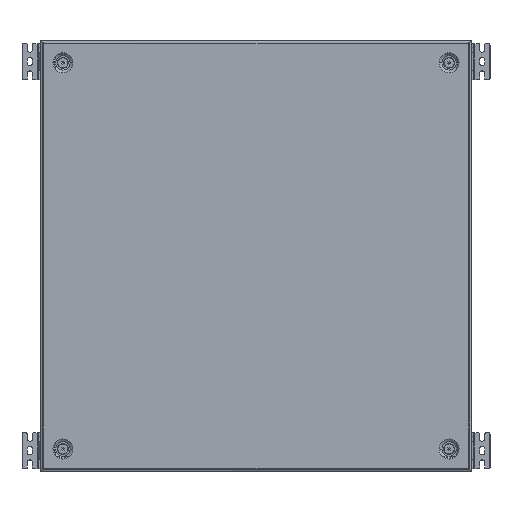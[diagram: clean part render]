
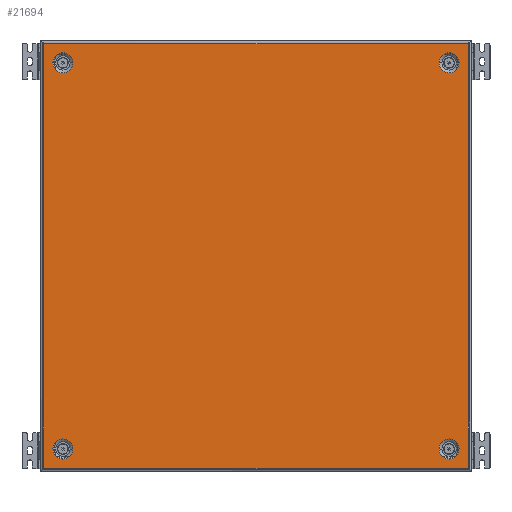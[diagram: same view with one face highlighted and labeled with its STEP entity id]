
A CAD part, top view. The second image highlights one B-rep face of the part: STEP entity #21694.
In plain terms, the highlighted planar face has unit normal (0, 0, 1).
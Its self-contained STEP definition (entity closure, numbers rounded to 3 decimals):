
#226 = CIRCLE ( 'NONE', #16375, 14. ) ;
#740 = EDGE_CURVE ( 'NONE', #13973, #5821, #226, .T. ) ;
#891 = AXIS2_PLACEMENT_3D ( 'NONE', #19250, #9283, #22311 ) ;
#909 = DIRECTION ( 'NONE',  ( 0., 0., 1. ) ) ;
#1065 = VERTEX_POINT ( 'NONE', #22135 ) ;
#1291 = VECTOR ( 'NONE', #16584, 1000. ) ;
#1708 = CARTESIAN_POINT ( 'NONE',  ( -269., -269., 0. ) ) ;
#1794 = AXIS2_PLACEMENT_3D ( 'NONE', #28648, #1973, #28501 ) ;
#1817 = LINE ( 'NONE', #16720, #22572 ) ;
#1909 = DIRECTION ( 'NONE',  ( 0., 0., 1. ) ) ;
#1910 = VECTOR ( 'NONE', #26906, 1000. ) ;
#1973 = DIRECTION ( 'NONE',  ( 0., 0., 1. ) ) ;
#2019 = DIRECTION ( 'NONE',  ( 0., 0., 1. ) ) ;
#2298 = DIRECTION ( 'NONE',  ( 1., 0., 0. ) ) ;
#2635 = EDGE_CURVE ( 'NONE', #10635, #23386, #25039, .T. ) ;
#2750 = VECTOR ( 'NONE', #23500, 1000. ) ;
#2999 = DIRECTION ( 'NONE',  ( -1., 0., 0. ) ) ;
#3170 = CIRCLE ( 'NONE', #19355, 14. ) ;
#3564 = CARTESIAN_POINT ( 'NONE',  ( 255., -269., 0. ) ) ;
#3737 = DIRECTION ( 'NONE',  ( -1., 0., 0. ) ) ;
#3750 = DIRECTION ( 'NONE',  ( 0., 0., 1. ) ) ;
#3891 = VERTEX_POINT ( 'NONE', #27321 ) ;
#4136 = EDGE_LOOP ( 'NONE', ( #11975, #15155 ) ) ;
#4365 = VERTEX_POINT ( 'NONE', #9658 ) ;
#4990 = CARTESIAN_POINT ( 'NONE',  ( -295.4, 295.5, 0. ) ) ;
#5422 = CIRCLE ( 'NONE', #14683, 14. ) ;
#5743 = DIRECTION ( 'NONE',  ( 0., 0., 1. ) ) ;
#5809 = DIRECTION ( 'NONE',  ( -1., 0., 0. ) ) ;
#5821 = VERTEX_POINT ( 'NONE', #15006 ) ;
#5951 = EDGE_CURVE ( 'NONE', #27142, #4365, #15714, .T. ) ;
#6048 = CARTESIAN_POINT ( 'NONE',  ( 269., 269., 0. ) ) ;
#6141 = CIRCLE ( 'NONE', #10787, 14. ) ;
#6234 = CARTESIAN_POINT ( 'NONE',  ( -269., 269., 0. ) ) ;
#6797 = DIRECTION ( 'NONE',  ( 1., 0., 0. ) ) ;
#6909 = CARTESIAN_POINT ( 'NONE',  ( -269., -269., 0. ) ) ;
#7818 = AXIS2_PLACEMENT_3D ( 'NONE', #19088, #5743, #17334 ) ;
#8048 = EDGE_CURVE ( 'NONE', #23386, #11262, #25307, .T. ) ;
#8170 = EDGE_CURVE ( 'NONE', #5821, #13973, #14278, .T. ) ;
#8231 = FACE_BOUND ( 'NONE', #24307, .T. ) ;
#8568 = VECTOR ( 'NONE', #5809, 1000. ) ;
#8742 = EDGE_CURVE ( 'NONE', #14931, #14279, #17811, .T. ) ;
#8959 = AXIS2_PLACEMENT_3D ( 'NONE', #6909, #17914, #2999 ) ;
#9283 = DIRECTION ( 'NONE',  ( 0., 0., 1. ) ) ;
#9340 = ORIENTED_EDGE ( 'NONE', *, *, #17679, .T. ) ;
#9353 = CARTESIAN_POINT ( 'NONE',  ( 269., -269., 0. ) ) ;
#9532 = CARTESIAN_POINT ( 'NONE',  ( 255., 269., 0. ) ) ;
#9658 = CARTESIAN_POINT ( 'NONE',  ( 295.4, 295.5, 0. ) ) ;
#9693 = FACE_BOUND ( 'NONE', #11297, .T. ) ;
#9756 = DIRECTION ( 'NONE',  ( 1., 0., 0. ) ) ;
#10074 = VECTOR ( 'NONE', #2298, 1000. ) ;
#10635 = VERTEX_POINT ( 'NONE', #16657 ) ;
#10787 = AXIS2_PLACEMENT_3D ( 'NONE', #6234, #1909, #23931 ) ;
#11077 = CIRCLE ( 'NONE', #891, 14. ) ;
#11100 = CARTESIAN_POINT ( 'NONE',  ( 295.4, -295.5, 0. ) ) ;
#11144 = ORIENTED_EDGE ( 'NONE', *, *, #21727, .F. ) ;
#11262 = VERTEX_POINT ( 'NONE', #11100 ) ;
#11297 = EDGE_LOOP ( 'NONE', ( #12316, #21535 ) ) ;
#11551 = CIRCLE ( 'NONE', #15232, 14. ) ;
#11637 = ORIENTED_EDGE ( 'NONE', *, *, #5951, .T. ) ;
#11975 = ORIENTED_EDGE ( 'NONE', *, *, #21300, .F. ) ;
#12062 = ORIENTED_EDGE ( 'NONE', *, *, #8742, .F. ) ;
#12197 = EDGE_CURVE ( 'NONE', #1065, #22023, #6141, .T. ) ;
#12264 = VECTOR ( 'NONE', #12574, 1000. ) ;
#12316 = ORIENTED_EDGE ( 'NONE', *, *, #25288, .F. ) ;
#12361 = CARTESIAN_POINT ( 'NONE',  ( 295.793, 295.5, 0. ) ) ;
#12379 = ORIENTED_EDGE ( 'NONE', *, *, #740, .F. ) ;
#12574 = DIRECTION ( 'NONE',  ( 0., -1., 0. ) ) ;
#12728 = FACE_OUTER_BOUND ( 'NONE', #26180, .T. ) ;
#12951 = ORIENTED_EDGE ( 'NONE', *, *, #8170, .F. ) ;
#13302 = CARTESIAN_POINT ( 'NONE',  ( -295.793, -295.5, 0. ) ) ;
#13565 = CARTESIAN_POINT ( 'NONE',  ( 295.793, 295.5, 0. ) ) ;
#13973 = VERTEX_POINT ( 'NONE', #9532 ) ;
#14108 = VERTEX_POINT ( 'NONE', #3564 ) ;
#14278 = CIRCLE ( 'NONE', #1794, 14. ) ;
#14279 = VERTEX_POINT ( 'NONE', #4990 ) ;
#14683 = AXIS2_PLACEMENT_3D ( 'NONE', #26674, #2019, #15339 ) ;
#14931 = VERTEX_POINT ( 'NONE', #24971 ) ;
#15006 = CARTESIAN_POINT ( 'NONE',  ( 283., 269., 0. ) ) ;
#15089 = EDGE_CURVE ( 'NONE', #19821, #27142, #27856, .T. ) ;
#15155 = ORIENTED_EDGE ( 'NONE', *, *, #26366, .F. ) ;
#15232 = AXIS2_PLACEMENT_3D ( 'NONE', #1708, #26075, #3737 ) ;
#15339 = DIRECTION ( 'NONE',  ( 1., 0., 0. ) ) ;
#15714 = LINE ( 'NONE', #13565, #1910 ) ;
#16375 = AXIS2_PLACEMENT_3D ( 'NONE', #6048, #3750, #25787 ) ;
#16505 = CARTESIAN_POINT ( 'NONE',  ( 295.5, -295.793, 0. ) ) ;
#16584 = DIRECTION ( 'NONE',  ( 1., 0., 0. ) ) ;
#16654 = EDGE_CURVE ( 'NONE', #24770, #3891, #23673, .T. ) ;
#16657 = CARTESIAN_POINT ( 'NONE',  ( -295.5, -295.5, 0. ) ) ;
#16720 = CARTESIAN_POINT ( 'NONE',  ( 297.5, -295.5, 0. ) ) ;
#17027 = LINE ( 'NONE', #21543, #12264 ) ;
#17139 = ORIENTED_EDGE ( 'NONE', *, *, #2635, .T. ) ;
#17334 = DIRECTION ( 'NONE',  ( 1., 0., 0. ) ) ;
#17679 = EDGE_CURVE ( 'NONE', #4365, #14279, #18861, .T. ) ;
#17811 = LINE ( 'NONE', #19999, #22182 ) ;
#17906 = CARTESIAN_POINT ( 'NONE',  ( -283., 269., 0. ) ) ;
#17914 = DIRECTION ( 'NONE',  ( 0., 0., 1. ) ) ;
#18521 = FACE_BOUND ( 'NONE', #26014, .T. ) ;
#18861 = LINE ( 'NONE', #12361, #8568 ) ;
#18988 = EDGE_CURVE ( 'NONE', #11262, #19821, #1817, .T. ) ;
#19088 = CARTESIAN_POINT ( 'NONE',  ( 0., 0., 0. ) ) ;
#19250 = CARTESIAN_POINT ( 'NONE',  ( -269., 269., 0. ) ) ;
#19355 = AXIS2_PLACEMENT_3D ( 'NONE', #9353, #909, #9756 ) ;
#19821 = VERTEX_POINT ( 'NONE', #21976 ) ;
#19999 = CARTESIAN_POINT ( 'NONE',  ( -297.5, 295.5, 0. ) ) ;
#21133 = ORIENTED_EDGE ( 'NONE', *, *, #16654, .F. ) ;
#21300 = EDGE_CURVE ( 'NONE', #23002, #14108, #3170, .T. ) ;
#21535 = ORIENTED_EDGE ( 'NONE', *, *, #12197, .F. ) ;
#21543 = CARTESIAN_POINT ( 'NONE',  ( -295.5, 295.793, 0. ) ) ;
#21561 = PLANE ( 'NONE',  #7818 ) ;
#21644 = ORIENTED_EDGE ( 'NONE', *, *, #8048, .T. ) ;
#21694 = ADVANCED_FACE ( 'NONE', ( #9693, #18521, #12728, #23739, #8231 ), #21561, .T. ) ;
#21727 = EDGE_CURVE ( 'NONE', #3891, #24770, #11551, .T. ) ;
#21976 = CARTESIAN_POINT ( 'NONE',  ( 295.5, -295.5, 0. ) ) ;
#22023 = VERTEX_POINT ( 'NONE', #17906 ) ;
#22135 = CARTESIAN_POINT ( 'NONE',  ( -255., 269., 0. ) ) ;
#22182 = VECTOR ( 'NONE', #6797, 1000. ) ;
#22311 = DIRECTION ( 'NONE',  ( 1., 0., 0. ) ) ;
#22572 = VECTOR ( 'NONE', #26178, 1000. ) ;
#23002 = VERTEX_POINT ( 'NONE', #28192 ) ;
#23010 = CARTESIAN_POINT ( 'NONE',  ( -295.4, -295.5, 0. ) ) ;
#23386 = VERTEX_POINT ( 'NONE', #23010 ) ;
#23500 = DIRECTION ( 'NONE',  ( 0., 1., 0. ) ) ;
#23545 = CARTESIAN_POINT ( 'NONE',  ( 295.5, 295.5, 0. ) ) ;
#23673 = CIRCLE ( 'NONE', #8959, 14. ) ;
#23739 = FACE_BOUND ( 'NONE', #4136, .T. ) ;
#23931 = DIRECTION ( 'NONE',  ( 1., 0., 0. ) ) ;
#24307 = EDGE_LOOP ( 'NONE', ( #11144, #21133 ) ) ;
#24762 = ORIENTED_EDGE ( 'NONE', *, *, #18988, .T. ) ;
#24770 = VERTEX_POINT ( 'NONE', #27570 ) ;
#24971 = CARTESIAN_POINT ( 'NONE',  ( -295.5, 295.5, 0. ) ) ;
#25039 = LINE ( 'NONE', #13302, #10074 ) ;
#25288 = EDGE_CURVE ( 'NONE', #22023, #1065, #11077, .T. ) ;
#25307 = LINE ( 'NONE', #27785, #1291 ) ;
#25787 = DIRECTION ( 'NONE',  ( -1., 0., 0. ) ) ;
#25797 = ORIENTED_EDGE ( 'NONE', *, *, #15089, .T. ) ;
#26014 = EDGE_LOOP ( 'NONE', ( #12951, #12379 ) ) ;
#26075 = DIRECTION ( 'NONE',  ( 0., 0., 1. ) ) ;
#26178 = DIRECTION ( 'NONE',  ( 1., 0., 0. ) ) ;
#26180 = EDGE_LOOP ( 'NONE', ( #11637, #9340, #12062, #26348, #17139, #21644, #24762, #25797 ) ) ;
#26348 = ORIENTED_EDGE ( 'NONE', *, *, #28258, .T. ) ;
#26366 = EDGE_CURVE ( 'NONE', #14108, #23002, #5422, .T. ) ;
#26674 = CARTESIAN_POINT ( 'NONE',  ( 269., -269., 0. ) ) ;
#26906 = DIRECTION ( 'NONE',  ( -1., 0., 0. ) ) ;
#27142 = VERTEX_POINT ( 'NONE', #23545 ) ;
#27321 = CARTESIAN_POINT ( 'NONE',  ( -283., -269., 0. ) ) ;
#27570 = CARTESIAN_POINT ( 'NONE',  ( -255., -269., 0. ) ) ;
#27785 = CARTESIAN_POINT ( 'NONE',  ( -295.793, -295.5, 0. ) ) ;
#27856 = LINE ( 'NONE', #16505, #2750 ) ;
#28192 = CARTESIAN_POINT ( 'NONE',  ( 283., -269., 0. ) ) ;
#28258 = EDGE_CURVE ( 'NONE', #14931, #10635, #17027, .T. ) ;
#28501 = DIRECTION ( 'NONE',  ( -1., 0., 0. ) ) ;
#28648 = CARTESIAN_POINT ( 'NONE',  ( 269., 269., 0. ) ) ;
